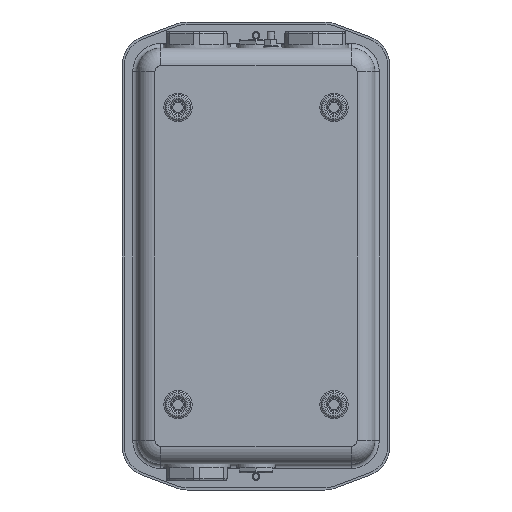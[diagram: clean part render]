
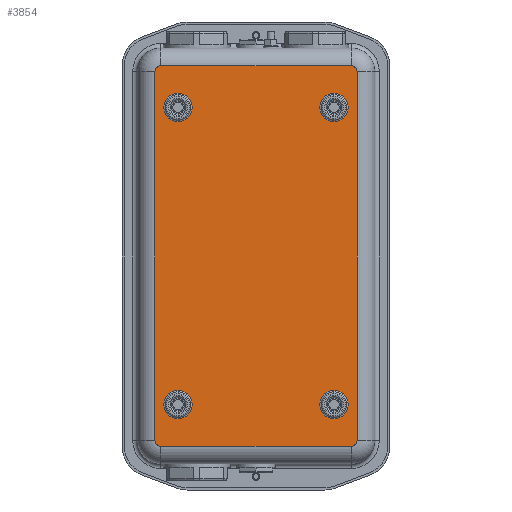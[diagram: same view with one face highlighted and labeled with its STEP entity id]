
A CAD part, front view. The second image highlights one B-rep face of the part: STEP entity #3854.
In plain terms, the highlighted planar face has unit normal (0, -1, 0).
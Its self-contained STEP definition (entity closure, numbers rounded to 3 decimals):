
#441 = DIRECTION ( 'NONE',  ( 0., 1., 0. ) ) ;
#535 = DIRECTION ( 'NONE',  ( 0., 0., -1. ) ) ;
#601 = AXIS2_PLACEMENT_3D ( 'NONE', #2846, #12580, #10537 ) ;
#627 = EDGE_CURVE ( 'NONE', #4732, #10320, #2818, .T. ) ;
#931 = CIRCLE ( 'NONE', #10577, 4. ) ;
#982 = DIRECTION ( 'NONE',  ( 0., 0., -1. ) ) ;
#1136 = DIRECTION ( 'NONE',  ( 0., -1., 0. ) ) ;
#1296 = LINE ( 'NONE', #9579, #2317 ) ;
#1300 = VERTEX_POINT ( 'NONE', #9146 ) ;
#1388 = PLANE ( 'NONE',  #11564 ) ;
#1628 = CIRCLE ( 'NONE', #8134, 9.5 ) ;
#1634 = CARTESIAN_POINT ( 'NONE',  ( -68., 0., -124. ) ) ;
#1775 = DIRECTION ( 'NONE',  ( 0., 0., 1. ) ) ;
#1877 = FACE_BOUND ( 'NONE', #13660, .T. ) ;
#1916 = EDGE_LOOP ( 'NONE', ( #3764, #4051 ) ) ;
#1926 = EDGE_CURVE ( 'NONE', #4501, #13529, #5714, .T. ) ;
#1971 = EDGE_CURVE ( 'NONE', #7947, #8402, #12714, .T. ) ;
#2002 = EDGE_CURVE ( 'NONE', #13529, #4501, #9470, .T. ) ;
#2059 = ORIENTED_EDGE ( 'NONE', *, *, #9877, .T. ) ;
#2236 = CARTESIAN_POINT ( 'NONE',  ( 64., 0., -128. ) ) ;
#2317 = VECTOR ( 'NONE', #1775, 1000. ) ;
#2408 = CARTESIAN_POINT ( 'NONE',  ( 68., 0., 124. ) ) ;
#2818 = CIRCLE ( 'NONE', #12158, 4. ) ;
#2846 = CARTESIAN_POINT ( 'NONE',  ( 64., 0., -124. ) ) ;
#3013 = DIRECTION ( 'NONE',  ( 0., 1., 0. ) ) ;
#3221 = CIRCLE ( 'NONE', #601, 4. ) ;
#3322 = CARTESIAN_POINT ( 'NONE',  ( -64., 0., -124. ) ) ;
#3426 = DIRECTION ( 'NONE',  ( 0., 0., -1. ) ) ;
#3452 = VERTEX_POINT ( 'NONE', #11688 ) ;
#3474 = AXIS2_PLACEMENT_3D ( 'NONE', #5420, #6196, #13097 ) ;
#3518 = VERTEX_POINT ( 'NONE', #8444 ) ;
#3670 = DIRECTION ( 'NONE',  ( 0., 0., -1. ) ) ;
#3764 = ORIENTED_EDGE ( 'NONE', *, *, #4161, .T. ) ;
#3854 = ADVANCED_FACE ( 'NONE', ( #8396, #6142, #1877, #6311, #10946 ), #1388, .T. ) ;
#3919 = VERTEX_POINT ( 'NONE', #9242 ) ;
#4051 = ORIENTED_EDGE ( 'NONE', *, *, #7538, .T. ) ;
#4076 = VERTEX_POINT ( 'NONE', #8379 ) ;
#4161 = EDGE_CURVE ( 'NONE', #1300, #4827, #11286, .T. ) ;
#4501 = VERTEX_POINT ( 'NONE', #9410 ) ;
#4728 = AXIS2_PLACEMENT_3D ( 'NONE', #10519, #11597, #7429 ) ;
#4732 = VERTEX_POINT ( 'NONE', #13124 ) ;
#4827 = VERTEX_POINT ( 'NONE', #9938 ) ;
#4863 = CARTESIAN_POINT ( 'NONE',  ( -52.5, 0., -100. ) ) ;
#4905 = AXIS2_PLACEMENT_3D ( 'NONE', #12794, #9543, #12838 ) ;
#4946 = CARTESIAN_POINT ( 'NONE',  ( 64., 0., -128. ) ) ;
#5074 = ORIENTED_EDGE ( 'NONE', *, *, #6062, .T. ) ;
#5086 = LINE ( 'NONE', #6174, #8195 ) ;
#5165 = DIRECTION ( 'NONE',  ( 0., 0., -1. ) ) ;
#5321 = VERTEX_POINT ( 'NONE', #2408 ) ;
#5420 = CARTESIAN_POINT ( 'NONE',  ( -52.5, 0., -100. ) ) ;
#5432 = DIRECTION ( 'NONE',  ( 0., 1., 0. ) ) ;
#5527 = DIRECTION ( 'NONE',  ( 0., 0., -1. ) ) ;
#5714 = CIRCLE ( 'NONE', #7393, 9.5 ) ;
#5800 = ORIENTED_EDGE ( 'NONE', *, *, #11901, .T. ) ;
#5956 = EDGE_CURVE ( 'NONE', #10320, #4076, #7279, .T. ) ;
#6011 = VECTOR ( 'NONE', #14117, 1000. ) ;
#6062 = EDGE_CURVE ( 'NONE', #3518, #5321, #1296, .T. ) ;
#6142 = FACE_BOUND ( 'NONE', #8425, .T. ) ;
#6174 = CARTESIAN_POINT ( 'NONE',  ( -64., 0., 128. ) ) ;
#6196 = DIRECTION ( 'NONE',  ( 0., 1., 0. ) ) ;
#6207 = EDGE_CURVE ( 'NONE', #3452, #12952, #1628, .T. ) ;
#6267 = DIRECTION ( 'NONE',  ( 0., 1., 0. ) ) ;
#6311 = FACE_BOUND ( 'NONE', #7406, .T. ) ;
#6401 = CARTESIAN_POINT ( 'NONE',  ( -64., 0., -128. ) ) ;
#6425 = CARTESIAN_POINT ( 'NONE',  ( -64., 0., 124. ) ) ;
#6452 = CARTESIAN_POINT ( 'NONE',  ( -52.5, 0., 100. ) ) ;
#6546 = CARTESIAN_POINT ( 'NONE',  ( -68., 0., 124. ) ) ;
#6595 = VERTEX_POINT ( 'NONE', #4946 ) ;
#6636 = CIRCLE ( 'NONE', #4905, 4. ) ;
#6637 = ORIENTED_EDGE ( 'NONE', *, *, #5956, .T. ) ;
#6856 = CARTESIAN_POINT ( 'NONE',  ( 52.5, 0., -109.5 ) ) ;
#7127 = VERTEX_POINT ( 'NONE', #6401 ) ;
#7279 = LINE ( 'NONE', #1634, #13293 ) ;
#7383 = CARTESIAN_POINT ( 'NONE',  ( 52.5, 0., -100. ) ) ;
#7393 = AXIS2_PLACEMENT_3D ( 'NONE', #9629, #3013, #5165 ) ;
#7406 = EDGE_LOOP ( 'NONE', ( #13321, #10758 ) ) ;
#7429 = DIRECTION ( 'NONE',  ( 0., 0., -1. ) ) ;
#7487 = ORIENTED_EDGE ( 'NONE', *, *, #7984, .T. ) ;
#7538 = EDGE_CURVE ( 'NONE', #4827, #1300, #10359, .T. ) ;
#7816 = DIRECTION ( 'NONE',  ( 0., 0., -1. ) ) ;
#7947 = VERTEX_POINT ( 'NONE', #6856 ) ;
#7984 = EDGE_CURVE ( 'NONE', #8402, #7947, #11683, .T. ) ;
#8010 = ORIENTED_EDGE ( 'NONE', *, *, #13967, .T. ) ;
#8129 = EDGE_CURVE ( 'NONE', #12952, #3452, #10668, .T. ) ;
#8134 = AXIS2_PLACEMENT_3D ( 'NONE', #12105, #5432, #3426 ) ;
#8178 = CARTESIAN_POINT ( 'NONE',  ( 52.5, 0., -100. ) ) ;
#8195 = VECTOR ( 'NONE', #8311, 1000. ) ;
#8212 = ORIENTED_EDGE ( 'NONE', *, *, #8129, .T. ) ;
#8273 = DIRECTION ( 'NONE',  ( 0., 1., 0. ) ) ;
#8311 = DIRECTION ( 'NONE',  ( -1., 0., 0. ) ) ;
#8379 = CARTESIAN_POINT ( 'NONE',  ( -68., 0., -124. ) ) ;
#8396 = FACE_BOUND ( 'NONE', #1916, .T. ) ;
#8402 = VERTEX_POINT ( 'NONE', #8875 ) ;
#8425 = EDGE_LOOP ( 'NONE', ( #10789, #7487 ) ) ;
#8444 = CARTESIAN_POINT ( 'NONE',  ( 68., 0., -124. ) ) ;
#8875 = CARTESIAN_POINT ( 'NONE',  ( 52.5, 0., -90.5 ) ) ;
#9108 = ORIENTED_EDGE ( 'NONE', *, *, #12781, .T. ) ;
#9146 = CARTESIAN_POINT ( 'NONE',  ( -52.5, 0., -109.5 ) ) ;
#9242 = CARTESIAN_POINT ( 'NONE',  ( 64., 0., 128. ) ) ;
#9291 = LINE ( 'NONE', #2236, #6011 ) ;
#9410 = CARTESIAN_POINT ( 'NONE',  ( -52.5, 0., 90.5 ) ) ;
#9470 = CIRCLE ( 'NONE', #12608, 9.5 ) ;
#9543 = DIRECTION ( 'NONE',  ( 0., -1., 0. ) ) ;
#9579 = CARTESIAN_POINT ( 'NONE',  ( 68., 0., 124. ) ) ;
#9629 = CARTESIAN_POINT ( 'NONE',  ( -52.5, 0., 100. ) ) ;
#9679 = AXIS2_PLACEMENT_3D ( 'NONE', #7383, #10833, #12926 ) ;
#9877 = EDGE_CURVE ( 'NONE', #4076, #7127, #931, .T. ) ;
#9938 = CARTESIAN_POINT ( 'NONE',  ( -52.5, 0., -90.5 ) ) ;
#10320 = VERTEX_POINT ( 'NONE', #6546 ) ;
#10359 = CIRCLE ( 'NONE', #13557, 9.5 ) ;
#10519 = CARTESIAN_POINT ( 'NONE',  ( 52.5, 0., 100. ) ) ;
#10537 = DIRECTION ( 'NONE',  ( 0., 0., -1. ) ) ;
#10577 = AXIS2_PLACEMENT_3D ( 'NONE', #3322, #1136, #5527 ) ;
#10668 = CIRCLE ( 'NONE', #4728, 9.5 ) ;
#10758 = ORIENTED_EDGE ( 'NONE', *, *, #2002, .T. ) ;
#10789 = ORIENTED_EDGE ( 'NONE', *, *, #1971, .T. ) ;
#10833 = DIRECTION ( 'NONE',  ( 0., 1., 0. ) ) ;
#10888 = AXIS2_PLACEMENT_3D ( 'NONE', #8178, #8273, #13761 ) ;
#10946 = FACE_OUTER_BOUND ( 'NONE', #12910, .T. ) ;
#11255 = CARTESIAN_POINT ( 'NONE',  ( 0., 0., 0. ) ) ;
#11286 = CIRCLE ( 'NONE', #3474, 9.5 ) ;
#11564 = AXIS2_PLACEMENT_3D ( 'NONE', #11255, #12266, #7816 ) ;
#11597 = DIRECTION ( 'NONE',  ( 0., 1., 0. ) ) ;
#11683 = CIRCLE ( 'NONE', #10888, 9.5 ) ;
#11688 = CARTESIAN_POINT ( 'NONE',  ( 52.5, 0., 90.5 ) ) ;
#11843 = CARTESIAN_POINT ( 'NONE',  ( -52.5, 0., 109.5 ) ) ;
#11901 = EDGE_CURVE ( 'NONE', #7127, #6595, #9291, .T. ) ;
#12105 = CARTESIAN_POINT ( 'NONE',  ( 52.5, 0., 100. ) ) ;
#12158 = AXIS2_PLACEMENT_3D ( 'NONE', #6425, #14099, #982 ) ;
#12266 = DIRECTION ( 'NONE',  ( 0., -1., 0. ) ) ;
#12580 = DIRECTION ( 'NONE',  ( 0., -1., 0. ) ) ;
#12608 = AXIS2_PLACEMENT_3D ( 'NONE', #6452, #6267, #13992 ) ;
#12714 = CIRCLE ( 'NONE', #9679, 9.5 ) ;
#12739 = ORIENTED_EDGE ( 'NONE', *, *, #13603, .T. ) ;
#12781 = EDGE_CURVE ( 'NONE', #6595, #3518, #3221, .T. ) ;
#12794 = CARTESIAN_POINT ( 'NONE',  ( 64., 0., 124. ) ) ;
#12838 = DIRECTION ( 'NONE',  ( 0., 0., -1. ) ) ;
#12910 = EDGE_LOOP ( 'NONE', ( #8010, #13482, #6637, #2059, #5800, #9108, #5074, #12739 ) ) ;
#12926 = DIRECTION ( 'NONE',  ( 0., 0., -1. ) ) ;
#12952 = VERTEX_POINT ( 'NONE', #13871 ) ;
#13097 = DIRECTION ( 'NONE',  ( 0., 0., -1. ) ) ;
#13124 = CARTESIAN_POINT ( 'NONE',  ( -64., 0., 128. ) ) ;
#13148 = ORIENTED_EDGE ( 'NONE', *, *, #6207, .T. ) ;
#13293 = VECTOR ( 'NONE', #3670, 1000. ) ;
#13321 = ORIENTED_EDGE ( 'NONE', *, *, #1926, .T. ) ;
#13482 = ORIENTED_EDGE ( 'NONE', *, *, #627, .T. ) ;
#13529 = VERTEX_POINT ( 'NONE', #11843 ) ;
#13557 = AXIS2_PLACEMENT_3D ( 'NONE', #4863, #441, #535 ) ;
#13603 = EDGE_CURVE ( 'NONE', #5321, #3919, #6636, .T. ) ;
#13660 = EDGE_LOOP ( 'NONE', ( #13148, #8212 ) ) ;
#13761 = DIRECTION ( 'NONE',  ( 0., 0., -1. ) ) ;
#13871 = CARTESIAN_POINT ( 'NONE',  ( 52.5, 0., 109.5 ) ) ;
#13967 = EDGE_CURVE ( 'NONE', #3919, #4732, #5086, .T. ) ;
#13992 = DIRECTION ( 'NONE',  ( 0., 0., -1. ) ) ;
#14099 = DIRECTION ( 'NONE',  ( 0., -1., 0. ) ) ;
#14117 = DIRECTION ( 'NONE',  ( 1., 0., 0. ) ) ;
